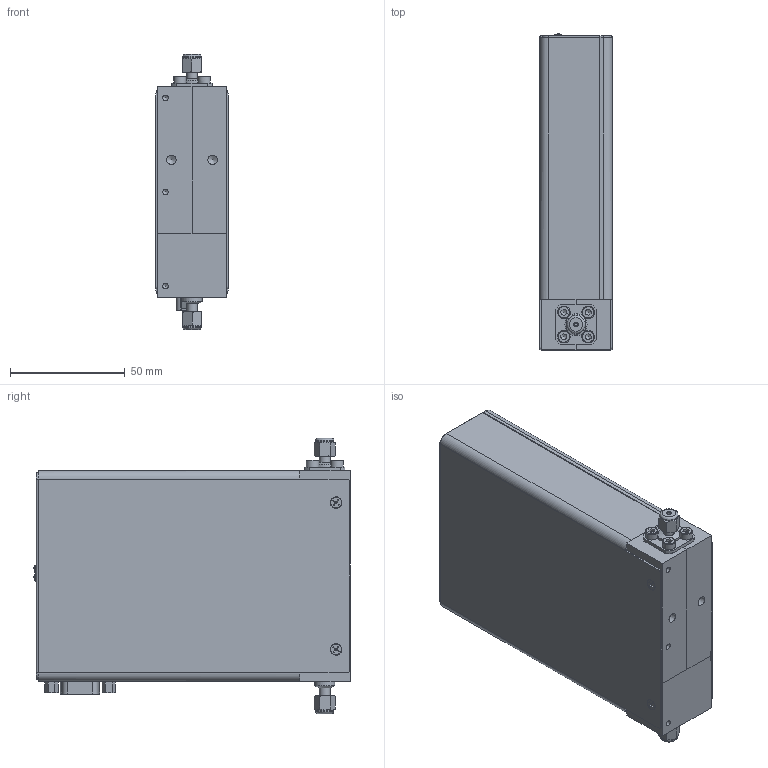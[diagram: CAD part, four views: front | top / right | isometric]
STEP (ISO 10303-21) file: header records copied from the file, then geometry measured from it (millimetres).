
FILE_DESCRIPTION((''),'2;1');
FILE_NAME('ML120-Vxx-Bxx-AA.stp','2015-05-13T15:15:05',('j-vanhal'),(''),'Autodesk Inventor 2009','Autodesk Inventor 2009','');
FILE_SCHEMA(('AUTOMOTIVE_DESIGN { 1 0 10303 214 1 1 1 1 }'));
Length unit declared in the file: millimetre
Products named in the file (1): Part1
Bounding box: 31.75 x 138 x 120 mm (x, y, z)
Volume: 399812.8 mm3; surface area: 42333.5 mm2
Topology: 1 solids, 6 shells, 448 faces, 1146 edges, 743 vertices
Faces by surface type: plane 215, cone 101, cylinder 76, torus 28, bspline 26, sphere 2
Full cylindrical faces by diameter (mm): 0.59 x9, 1 x2, 1.588 x2, 2.9 x2, 3 x2, 3.2 x6, 3.6 x1, 3.68 x2, 4.7 x6, 4.826 x1, 5.5 x4, 7.925 x2, 8.8 x1
Entity records: 13594 total; most frequent: CARTESIAN_POINT 3177, DIRECTION 2047, ORIENTED_EDGE 2028, EDGE_CURVE 1014, AXIS2_PLACEMENT_3D 774, VERTEX_POINT 696, EDGE_LOOP 580, VECTOR 499
